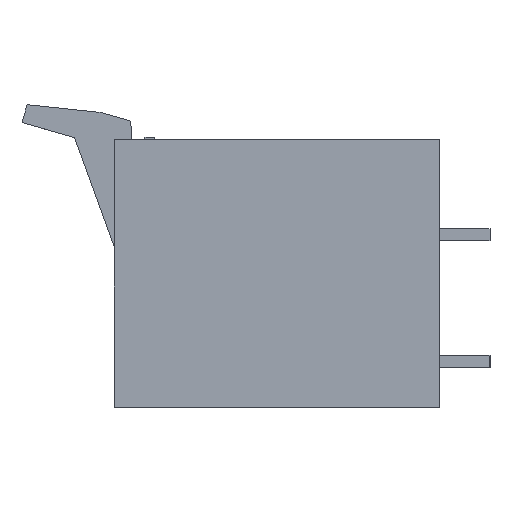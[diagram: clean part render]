
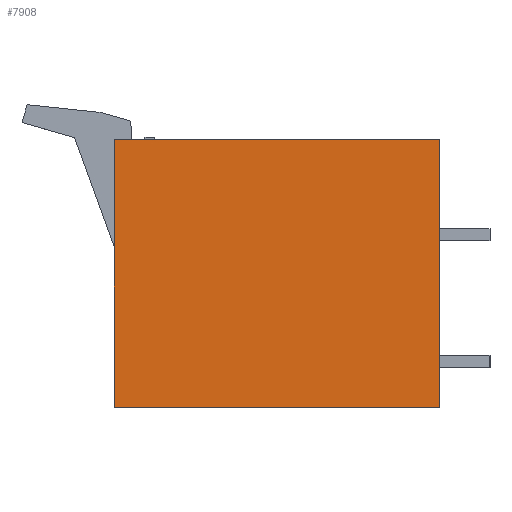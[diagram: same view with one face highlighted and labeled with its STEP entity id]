
A CAD part, left-side view. The second image highlights one B-rep face of the part: STEP entity #7908.
In plain terms, the highlighted planar face has unit normal (-1, 0, 0).
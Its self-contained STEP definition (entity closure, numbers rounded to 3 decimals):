
#7872=AXIS2_PLACEMENT_3D('Plane Axis2P3D',#7869,#7870,#7871) ;
#7869=CARTESIAN_POINT('Axis2P3D Location',(0.,0.,0.)) ;
#7874=CARTESIAN_POINT('Line Origine',(0.,21.065,0.)) ;
#7878=CARTESIAN_POINT('Vertex',(0.,37.13,0.)) ;
#7880=CARTESIAN_POINT('Vertex',(0.,5.,0.)) ;
#7883=CARTESIAN_POINT('Line Origine',(0.,5.,13.225)) ;
#7887=CARTESIAN_POINT('Vertex',(0.,5.,26.45)) ;
#7890=CARTESIAN_POINT('Line Origine',(0.,21.065,26.45)) ;
#7894=CARTESIAN_POINT('Vertex',(0.,37.13,26.45)) ;
#7897=CARTESIAN_POINT('Line Origine',(0.,37.13,13.225)) ;
#7870=DIRECTION('Axis2P3D Direction',(-1.,0.,0.)) ;
#7871=DIRECTION('Axis2P3D XDirection',(0.,-1.,0.)) ;
#7875=DIRECTION('Vector Direction',(0.,-1.,0.)) ;
#7884=DIRECTION('Vector Direction',(0.,0.,1.)) ;
#7891=DIRECTION('Vector Direction',(0.,1.,0.)) ;
#7898=DIRECTION('Vector Direction',(0.,0.,-1.)) ;
#7876=VECTOR('Line Direction',#7875,1.) ;
#7885=VECTOR('Line Direction',#7884,1.) ;
#7892=VECTOR('Line Direction',#7891,1.) ;
#7899=VECTOR('Line Direction',#7898,1.) ;
#7903=ORIENTED_EDGE('',*,*,#7882,.T.) ;
#7904=ORIENTED_EDGE('',*,*,#7889,.T.) ;
#7905=ORIENTED_EDGE('',*,*,#7896,.T.) ;
#7906=ORIENTED_EDGE('',*,*,#7901,.T.) ;
#7908=ADVANCED_FACE('HOUSING',(#7907),#7873,.T.) ;
#7882=EDGE_CURVE('',#7879,#7881,#7877,.T.) ;
#7889=EDGE_CURVE('',#7881,#7888,#7886,.T.) ;
#7896=EDGE_CURVE('',#7888,#7895,#7893,.T.) ;
#7901=EDGE_CURVE('',#7895,#7879,#7900,.T.) ;
#7902=EDGE_LOOP('',(#7903,#7904,#7905,#7906)) ;
#7907=FACE_OUTER_BOUND('',#7902,.T.) ;
#7877=LINE('Line',#7874,#7876) ;
#7886=LINE('Line',#7883,#7885) ;
#7893=LINE('Line',#7890,#7892) ;
#7900=LINE('Line',#7897,#7899) ;
#7873=PLANE('',#7872) ;
#7879=VERTEX_POINT('',#7878) ;
#7881=VERTEX_POINT('',#7880) ;
#7888=VERTEX_POINT('',#7887) ;
#7895=VERTEX_POINT('',#7894) ;
